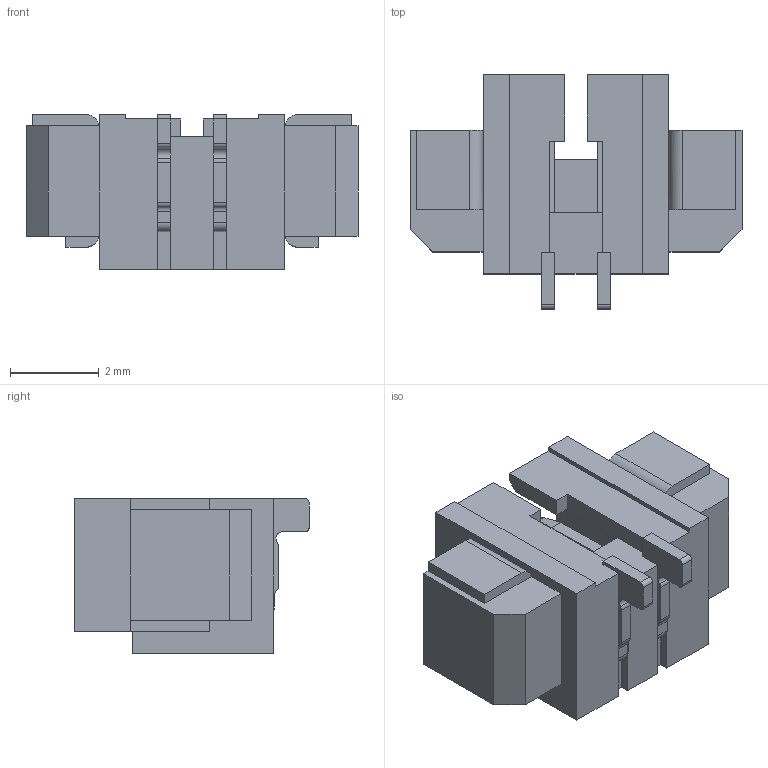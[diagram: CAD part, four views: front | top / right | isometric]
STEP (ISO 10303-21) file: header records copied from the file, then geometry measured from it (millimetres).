
FILE_DESCRIPTION((''),'2;1');
FILE_NAME('PRT0004','2018-11-14T',('gongcheng6'),(''),'PRO/ENGINEER BY PARAMETRIC TECHNOLOGY CORPORATION, 2010280','PRO/ENGINEER BY PARAMETRIC TECHNOLOGY CORPORATION, 2010280','');
FILE_SCHEMA(('CONFIG_CONTROL_DESIGN'));
Length unit declared in the file: millimetre
Products named in the file (1): PRT0004
Bounding box: 7.5 x 5.3 x 3.5 mm (x, y, z)
Volume: 60.5 mm3; surface area: 175.4 mm2
Topology: 1 solids, 1 shells, 140 faces, 388 edges, 254 vertices
Faces by surface type: plane 118, cylinder 22
Entity records: 4462 total; most frequent: CARTESIAN_POINT 818, ORIENTED_EDGE 776, DIRECTION 704, EDGE_CURVE 388, VECTOR 336, LINE 336, VERTEX_POINT 254, AXIS2_PLACEMENT_3D 184
